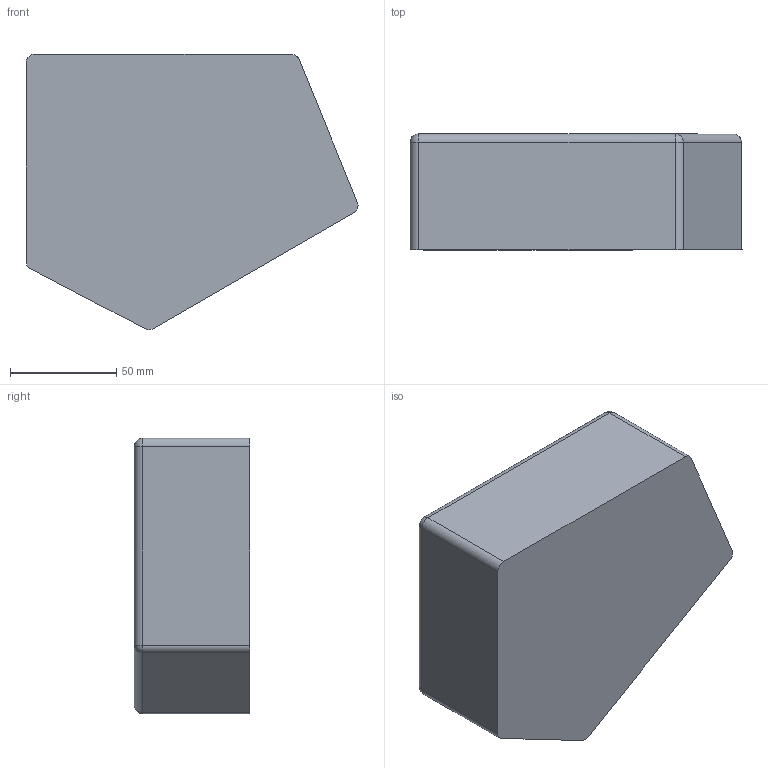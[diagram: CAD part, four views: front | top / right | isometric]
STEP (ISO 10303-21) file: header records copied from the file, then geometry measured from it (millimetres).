
FILE_DESCRIPTION( ( 'STEP AP203' ), '1' );
FILE_NAME( ' ', ' ', ( ' ' ), ( ' ' ), 'PSStep 10.1', ' ', ' ' );
FILE_SCHEMA( ( 'CONFIG_CONTROL_DESIGN' ) );
Length unit declared in the file: millimetre
Products named in the file (1): 1
Bounding box: 156.35 x 54.5 x 129.77 mm (x, y, z)
Volume: 852347.1 mm3; surface area: 57602.3 mm2
Topology: 1 solids, 1 shells, 26 faces, 55 edges, 29 vertices
Faces by surface type: cylinder 12, plane 9, sphere 5
Full cylindrical faces by diameter (mm): 5 x2
Entity records: 743 total; most frequent: CARTESIAN_POINT 164, DIRECTION 121, ORIENTED_EDGE 98, EDGE_CURVE 49, AXIS2_PLACEMENT_3D 48, EDGE_LOOP 30, VERTEX_POINT 29, FACE_OUTER_BOUND 28
